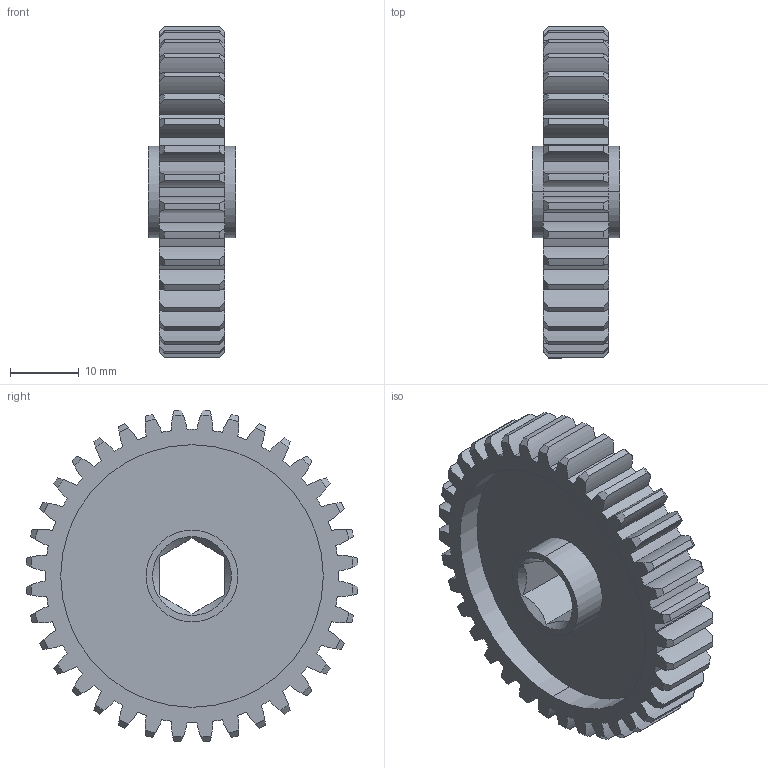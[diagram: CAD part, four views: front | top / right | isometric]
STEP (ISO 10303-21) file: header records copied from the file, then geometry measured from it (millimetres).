
FILE_DESCRIPTION (( 'STEP AP214' ), '1' );
FILE_NAME ('am-5138 36T 20DP 375hex 375 FW.STEP', '2023-07-14T15:29:19', ( '' ), ( '' ), 'SwSTEP 2.0', 'SolidWorks 2022', '' );
FILE_SCHEMA (( 'AUTOMOTIVE_DESIGN' ));
Length unit declared in the file: inch
Products named in the file (1): am-5138 36T 20DP 375hex 375 FW
Bounding box: 12.7 x 48.15 x 48.15 mm (x, y, z)
Volume: 7736.1 mm3; surface area: 7491 mm2
Topology: 1 solids, 1 shells, 245 faces, 713 edges, 474 vertices
Faces by surface type: cylinder 157, cone 76, plane 12
Entity records: 10595 total; most frequent: CARTESIAN_POINT 1989, DIRECTION 1439, ORIENTED_EDGE 1426, EDGE_CURVE 713, AXIS2_PLACEMENT_3D 636, VERTEX_POINT 474, CIRCLE 390, EDGE_LOOP 251
